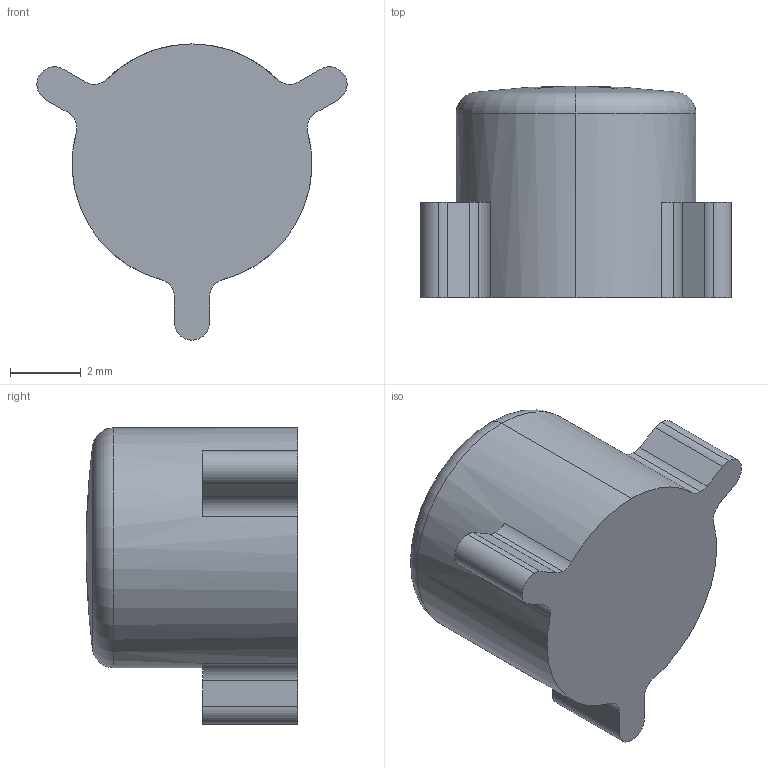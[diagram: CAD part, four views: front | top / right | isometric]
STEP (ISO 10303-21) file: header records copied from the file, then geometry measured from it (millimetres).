
FILE_DESCRIPTION (( 'STEP AP214' ), '1' );
FILE_NAME ('Action Button X - Clicky.STEP', '2023-08-06T22:25:41', ( '' ), ( '' ), 'SwSTEP 2.0', 'SolidWorks 2021', '' );
FILE_SCHEMA (( 'AUTOMOTIVE_DESIGN' ));
Length unit declared in the file: millimetre
Products named in the file (1): Action Button X - Clicky
Bounding box: 8.79 x 6 x 8.4 mm (x, y, z)
Volume: 224.6 mm3; surface area: 224.3 mm2
Topology: 1 solids, 1 shells, 42 faces, 114 edges, 74 vertices
Faces by surface type: plane 23, cylinder 15, torus 2, sphere 2
Entity records: 1378 total; most frequent: DIRECTION 254, CARTESIAN_POINT 231, ORIENTED_EDGE 228, EDGE_CURVE 114, AXIS2_PLACEMENT_3D 97, VERTEX_POINT 74, LINE 60, VECTOR 60
